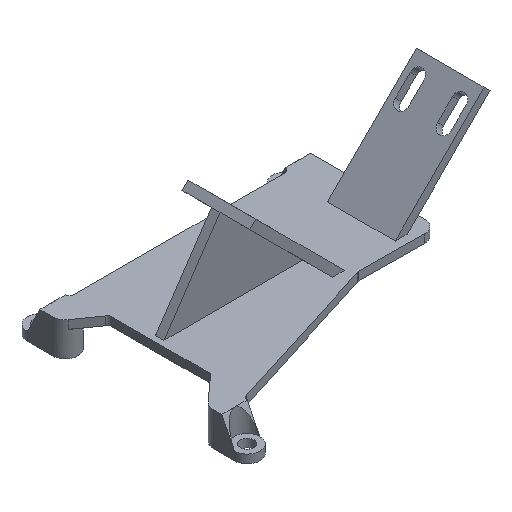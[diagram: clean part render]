
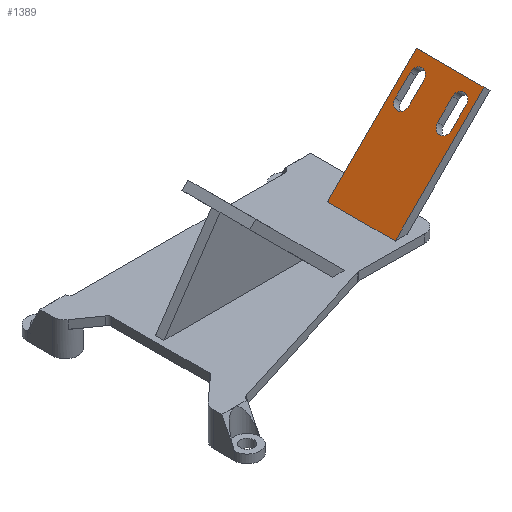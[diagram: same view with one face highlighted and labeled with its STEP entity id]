
A CAD part, isometric view. The second image highlights one B-rep face of the part: STEP entity #1389.
In plain terms, the highlighted planar face has unit normal (-0.707, 0, 0.707).
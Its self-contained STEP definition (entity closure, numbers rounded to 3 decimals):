
#27=FACE_BOUND('',#231,.T.);
#28=FACE_BOUND('',#232,.T.);
#38=CIRCLE('',#1443,1.625);
#40=CIRCLE('',#1447,1.625);
#42=CIRCLE('',#1451,1.625);
#44=CIRCLE('',#1455,1.625);
#146=FACE_OUTER_BOUND('',#230,.T.);
#230=EDGE_LOOP('',(#1071,#1072,#1073,#1074));
#231=EDGE_LOOP('',(#1075,#1076,#1077,#1078));
#232=EDGE_LOOP('',(#1079,#1080,#1081,#1082));
#291=LINE('',#2004,#434);
#296=LINE('',#2017,#439);
#299=LINE('',#2028,#442);
#304=LINE('',#2041,#447);
#346=LINE('',#2164,#489);
#371=LINE('',#2215,#514);
#372=LINE('',#2217,#515);
#373=LINE('',#2218,#516);
#434=VECTOR('',#1583,10.);
#439=VECTOR('',#1596,10.);
#442=VECTOR('',#1607,10.);
#447=VECTOR('',#1620,10.);
#489=VECTOR('',#1726,10.);
#514=VECTOR('',#1771,10.);
#515=VECTOR('',#1772,10.);
#516=VECTOR('',#1773,10.);
#577=VERTEX_POINT('',#2001);
#578=VERTEX_POINT('',#2003);
#580=VERTEX_POINT('',#2009);
#582=VERTEX_POINT('',#2015);
#585=VERTEX_POINT('',#2025);
#586=VERTEX_POINT('',#2027);
#588=VERTEX_POINT('',#2033);
#590=VERTEX_POINT('',#2039);
#638=VERTEX_POINT('',#2161);
#639=VERTEX_POINT('',#2163);
#655=VERTEX_POINT('',#2214);
#656=VERTEX_POINT('',#2216);
#705=EDGE_CURVE('',#578,#577,#291,.T.);
#709=EDGE_CURVE('',#577,#580,#38,.T.);
#712=EDGE_CURVE('',#580,#582,#296,.T.);
#714=EDGE_CURVE('',#582,#578,#40,.T.);
#717=EDGE_CURVE('',#586,#585,#299,.T.);
#721=EDGE_CURVE('',#585,#588,#42,.T.);
#724=EDGE_CURVE('',#588,#590,#304,.T.);
#726=EDGE_CURVE('',#590,#586,#44,.T.);
#785=EDGE_CURVE('',#638,#639,#346,.T.);
#810=EDGE_CURVE('',#655,#638,#371,.T.);
#811=EDGE_CURVE('',#656,#655,#372,.T.);
#812=EDGE_CURVE('',#639,#656,#373,.T.);
#1071=ORIENTED_EDGE('',*,*,#785,.F.);
#1072=ORIENTED_EDGE('',*,*,#810,.F.);
#1073=ORIENTED_EDGE('',*,*,#811,.F.);
#1074=ORIENTED_EDGE('',*,*,#812,.F.);
#1075=ORIENTED_EDGE('',*,*,#705,.T.);
#1076=ORIENTED_EDGE('',*,*,#709,.T.);
#1077=ORIENTED_EDGE('',*,*,#712,.T.);
#1078=ORIENTED_EDGE('',*,*,#714,.T.);
#1079=ORIENTED_EDGE('',*,*,#717,.T.);
#1080=ORIENTED_EDGE('',*,*,#721,.T.);
#1081=ORIENTED_EDGE('',*,*,#724,.T.);
#1082=ORIENTED_EDGE('',*,*,#726,.T.);
#1330=PLANE('',#1494);
#1389=ADVANCED_FACE('',(#146,#27,#28),#1330,.T.);
#1443=AXIS2_PLACEMENT_3D('',#2011,#1590,#1591);
#1447=AXIS2_PLACEMENT_3D('',#2020,#1601,#1602);
#1451=AXIS2_PLACEMENT_3D('',#2035,#1614,#1615);
#1455=AXIS2_PLACEMENT_3D('',#2044,#1625,#1626);
#1494=AXIS2_PLACEMENT_3D('',#2213,#1769,#1770);
#1583=DIRECTION('',(-0.707,0.,-0.707));
#1590=DIRECTION('center_axis',(0.707,0.,-0.707));
#1591=DIRECTION('ref_axis',(0.,1.,0.));
#1596=DIRECTION('',(0.707,0.,0.707));
#1601=DIRECTION('center_axis',(0.707,0.,-0.707));
#1602=DIRECTION('ref_axis',(0.,1.,0.));
#1607=DIRECTION('',(-0.707,0.,-0.707));
#1614=DIRECTION('center_axis',(0.707,0.,-0.707));
#1615=DIRECTION('ref_axis',(0.,1.,0.));
#1620=DIRECTION('',(0.707,0.,0.707));
#1625=DIRECTION('center_axis',(0.707,0.,-0.707));
#1626=DIRECTION('ref_axis',(0.,1.,0.));
#1726=DIRECTION('',(0.,1.,0.));
#1769=DIRECTION('center_axis',(-0.707,0.,0.707));
#1770=DIRECTION('ref_axis',(0.707,0.,0.707));
#1771=DIRECTION('',(-0.707,0.,-0.707));
#1772=DIRECTION('',(0.,-1.,0.));
#1773=DIRECTION('',(0.707,0.,0.707));
#2001=CARTESIAN_POINT('',(28.636,8.375,21.136));
#2003=CARTESIAN_POINT('',(32.183,8.375,24.683));
#2004=CARTESIAN_POINT('',(21.195,8.375,13.695));
#2009=CARTESIAN_POINT('',(28.636,11.625,21.136));
#2011=CARTESIAN_POINT('Origin',(28.636,10.,21.136));
#2015=CARTESIAN_POINT('',(32.183,11.625,24.683));
#2017=CARTESIAN_POINT('',(22.968,11.625,15.468));
#2020=CARTESIAN_POINT('Origin',(32.172,10.,24.672));
#2025=CARTESIAN_POINT('',(28.636,-1.625,21.136));
#2027=CARTESIAN_POINT('',(32.183,-1.625,24.683));
#2028=CARTESIAN_POINT('',(21.195,-1.625,13.695));
#2033=CARTESIAN_POINT('',(28.636,1.625,21.136));
#2035=CARTESIAN_POINT('Origin',(28.636,0.,21.136));
#2039=CARTESIAN_POINT('',(32.183,1.625,24.683));
#2041=CARTESIAN_POINT('',(22.968,1.625,15.468));
#2044=CARTESIAN_POINT('Origin',(32.172,0.,24.672));
#2161=CARTESIAN_POINT('',(14.,-3.,6.5));
#2163=CARTESIAN_POINT('',(14.,13.,6.5));
#2164=CARTESIAN_POINT('',(14.,11.75,6.5));
#2213=CARTESIAN_POINT('Origin',(13.753,0.,6.253));
#2214=CARTESIAN_POINT('',(35.,-3.,27.5));
#2215=CARTESIAN_POINT('',(35.,-3.,27.5));
#2216=CARTESIAN_POINT('',(35.,13.,27.5));
#2217=CARTESIAN_POINT('',(35.,0.,27.5));
#2218=CARTESIAN_POINT('',(35.,13.,27.5));
